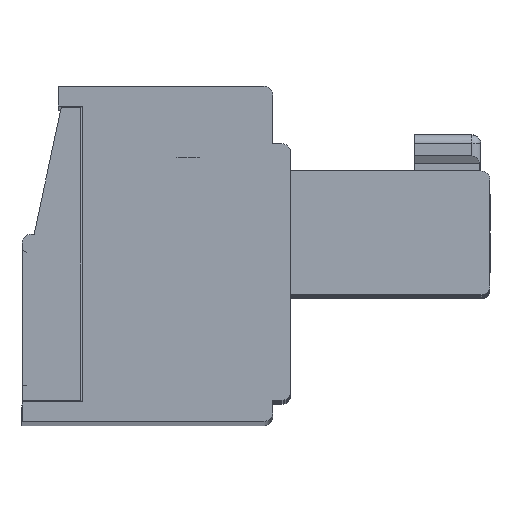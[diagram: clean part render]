
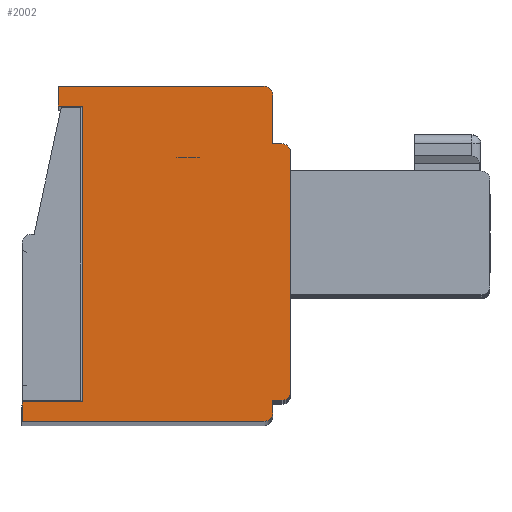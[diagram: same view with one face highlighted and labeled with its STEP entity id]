
A CAD part, top view. The second image highlights one B-rep face of the part: STEP entity #2002.
In plain terms, the highlighted planar face has unit normal (0, 0, 1).
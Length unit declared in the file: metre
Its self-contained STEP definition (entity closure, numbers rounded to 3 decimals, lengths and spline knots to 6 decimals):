
#2002=ADVANCED_FACE('',(#5761),#5762,.F.);
#5761=FACE_OUTER_BOUND('',#11384,.T.);
#5762=PLANE('',#11385);
#11384=EDGE_LOOP('',(#18161,#18162,#18163,#18164,#18165,#18166,#18167,#18168,#18169,#18170,#18171,#18172,#18173,#18174,#18175,#18176));
#11385=AXIS2_PLACEMENT_3D('',#18177,#18178,#18179);
#18161=ORIENTED_EDGE('',*,*,#33722,.T.);
#18162=ORIENTED_EDGE('',*,*,#33719,.T.);
#18163=ORIENTED_EDGE('',*,*,#33806,.T.);
#18164=ORIENTED_EDGE('',*,*,#33980,.T.);
#18165=ORIENTED_EDGE('',*,*,#33981,.T.);
#18166=ORIENTED_EDGE('',*,*,#33982,.F.);
#18167=ORIENTED_EDGE('',*,*,#33983,.T.);
#18168=ORIENTED_EDGE('',*,*,#33984,.T.);
#18169=ORIENTED_EDGE('',*,*,#33802,.T.);
#18170=ORIENTED_EDGE('',*,*,#33985,.T.);
#18171=ORIENTED_EDGE('',*,*,#33185,.T.);
#18172=ORIENTED_EDGE('',*,*,#33697,.T.);
#18173=ORIENTED_EDGE('',*,*,#33542,.T.);
#18174=ORIENTED_EDGE('',*,*,#33713,.F.);
#18175=ORIENTED_EDGE('',*,*,#33710,.T.);
#18176=ORIENTED_EDGE('',*,*,#33707,.T.);
#18177=CARTESIAN_POINT('',(0.013673,0.00851,0.069133));
#18178=DIRECTION('',(0.,0.,-1.0));
#18179=DIRECTION('',(0.0,-1.0,0.));
#33185=EDGE_CURVE('',#39761,#39759,#39762,.T.);
#33542=EDGE_CURVE('',#40467,#40465,#40468,.T.);
#33697=EDGE_CURVE('',#39759,#40467,#40774,.T.);
#33707=EDGE_CURVE('',#40788,#40786,#40789,.T.);
#33710=EDGE_CURVE('',#40792,#40788,#40793,.T.);
#33713=EDGE_CURVE('',#40792,#40465,#40796,.T.);
#33719=EDGE_CURVE('',#40803,#40801,#40804,.T.);
#33722=EDGE_CURVE('',#40786,#40803,#40807,.T.);
#33802=EDGE_CURVE('',#40965,#40963,#40966,.T.);
#33806=EDGE_CURVE('',#40801,#40971,#40973,.T.);
#33980=EDGE_CURVE('',#40971,#41216,#41217,.T.);
#33981=EDGE_CURVE('',#41216,#41218,#41219,.T.);
#33982=EDGE_CURVE('',#41220,#41218,#41221,.T.);
#33983=EDGE_CURVE('',#41220,#41222,#41223,.T.);
#33984=EDGE_CURVE('',#41222,#40965,#41224,.T.);
#33985=EDGE_CURVE('',#40963,#39761,#41225,.T.);
#39759=VERTEX_POINT('',#49329);
#39761=VERTEX_POINT('',#49332);
#39762=LINE('',#49333,#49334);
#40465=VERTEX_POINT('',#50321);
#40467=VERTEX_POINT('',#50324);
#40468=LINE('',#50325,#50326);
#40774=LINE('',#50785,#50786);
#40786=VERTEX_POINT('',#50803);
#40788=VERTEX_POINT('',#50806);
#40789=LINE('',#50807,#50808);
#40792=VERTEX_POINT('',#50812);
#40793=LINE('',#50813,#50814);
#40796=LINE('',#50818,#50819);
#40801=VERTEX_POINT('',#50827);
#40803=VERTEX_POINT('',#50830);
#40804=CIRCLE('',#50831,0.0003);
#40807=LINE('',#50835,#50836);
#40963=VERTEX_POINT('',#51069);
#40965=VERTEX_POINT('',#51072);
#40966=LINE('',#51073,#51074);
#40971=VERTEX_POINT('',#51081);
#40973=LINE('',#51084,#51085);
#41216=VERTEX_POINT('',#51452);
#41217=LINE('',#51453,#51454);
#41218=VERTEX_POINT('',#51455);
#41219=CIRCLE('',#51456,0.0003);
#41220=VERTEX_POINT('',#51457);
#41221=LINE('',#51458,#51459);
#41222=VERTEX_POINT('',#51460);
#41223=CIRCLE('',#51461,0.0003);
#41224=LINE('',#51462,#51463);
#41225=CIRCLE('',#51464,0.0003);
#49329=CARTESIAN_POINT('',(-0.000327,0.01161,0.069133));
#49332=CARTESIAN_POINT('',(0.006473,0.01161,0.069133));
#49333=CARTESIAN_POINT('',(0.013673,0.01161,0.069133));
#49334=VECTOR('',#62813,1.0);
#50321=CARTESIAN_POINT('',(0.000473,0.01096,0.069133));
#50324=CARTESIAN_POINT('',(-0.000327,0.01096,0.069133));
#50325=CARTESIAN_POINT('',(0.013673,0.01096,0.069133));
#50326=VECTOR('',#63303,1.0);
#50785=CARTESIAN_POINT('',(-0.000327,0.00851,0.069133));
#50786=VECTOR('',#63457,1.0);
#50803=CARTESIAN_POINT('',(-0.001527,0.00051,0.069133));
#50806=CARTESIAN_POINT('',(-0.001527,0.00116,0.069133));
#50807=CARTESIAN_POINT('',(-0.001527,0.00851,0.069133));
#50808=VECTOR('',#63464,1.0);
#50812=CARTESIAN_POINT('',(0.000473,0.00116,0.069133));
#50813=CARTESIAN_POINT('',(0.013673,0.00116,0.069133));
#50814=VECTOR('',#63466,1.0);
#50818=CARTESIAN_POINT('',(0.000473,0.00116,0.069133));
#50819=VECTOR('',#63468,1.0);
#50827=CARTESIAN_POINT('',(0.006773,0.00081,0.069133));
#50830=CARTESIAN_POINT('',(0.006473,0.00051,0.069133));
#50831=AXIS2_PLACEMENT_3D('',#63473,#63474,#63475);
#50835=CARTESIAN_POINT('',(0.013673,0.00051,0.069133));
#50836=VECTOR('',#63477,1.0);
#51069=CARTESIAN_POINT('',(0.006773,0.01131,0.069133));
#51072=CARTESIAN_POINT('',(0.006773,0.00971,0.069133));
#51073=CARTESIAN_POINT('',(0.006773,0.00851,0.069133));
#51074=VECTOR('',#63556,1.0);
#51081=CARTESIAN_POINT('',(0.006773,0.00121,0.069133));
#51084=CARTESIAN_POINT('',(0.006773,0.00851,0.069133));
#51085=VECTOR('',#63560,1.0);
#51452=CARTESIAN_POINT('',(0.007073,0.00121,0.069133));
#51453=CARTESIAN_POINT('',(0.013673,0.00121,0.069133));
#51454=VECTOR('',#63756,1.0);
#51455=CARTESIAN_POINT('',(0.007373,0.00151,0.069133));
#51456=AXIS2_PLACEMENT_3D('',#63757,#63758,#63759);
#51457=CARTESIAN_POINT('',(0.007373,0.00941,0.069133));
#51458=CARTESIAN_POINT('',(0.007373,0.00941,0.069133));
#51459=VECTOR('',#63760,1.0);
#51460=CARTESIAN_POINT('',(0.007073,0.00971,0.069133));
#51461=AXIS2_PLACEMENT_3D('',#63761,#63762,#63763);
#51462=CARTESIAN_POINT('',(0.006773,0.00971,0.069133));
#51463=VECTOR('',#63764,1.0);
#51464=AXIS2_PLACEMENT_3D('',#63765,#63766,#63767);
#62813=DIRECTION('',(-1.0,0.,0.));
#63303=DIRECTION('',(1.0,0.,0.));
#63457=DIRECTION('',(0.,-1.0,0.));
#63464=DIRECTION('',(0.,-1.0,0.));
#63466=DIRECTION('',(-1.0,0.,0.));
#63468=DIRECTION('',(0.,1.0,0.0));
#63473=CARTESIAN_POINT('',(0.006473,0.00081,0.069133));
#63474=DIRECTION('',(0.,0.,1.0));
#63475=DIRECTION('',(-1.0,0.,0.));
#63477=DIRECTION('',(1.0,0.,0.));
#63556=DIRECTION('',(0.,1.0,0.));
#63560=DIRECTION('',(0.,1.0,0.));
#63756=DIRECTION('',(1.0,0.,0.));
#63757=CARTESIAN_POINT('',(0.007073,0.00151,0.069133));
#63758=DIRECTION('',(0.,0.,1.0));
#63759=DIRECTION('',(-1.0,0.,0.));
#63760=DIRECTION('',(0.,-1.0,0.0));
#63761=CARTESIAN_POINT('',(0.007073,0.00941,0.069133));
#63762=DIRECTION('',(0.,0.,1.0));
#63763=DIRECTION('',(-1.0,0.0,0.));
#63764=DIRECTION('',(-1.0,0.,0.));
#63765=CARTESIAN_POINT('',(0.006473,0.01131,0.069133));
#63766=DIRECTION('',(0.,0.,1.0));
#63767=DIRECTION('',(-1.0,0.,0.));
